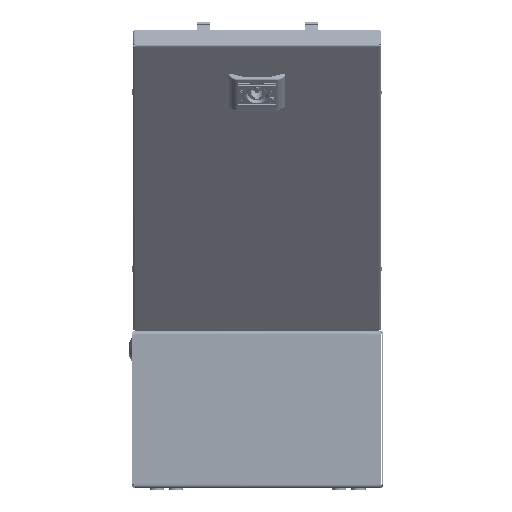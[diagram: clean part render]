
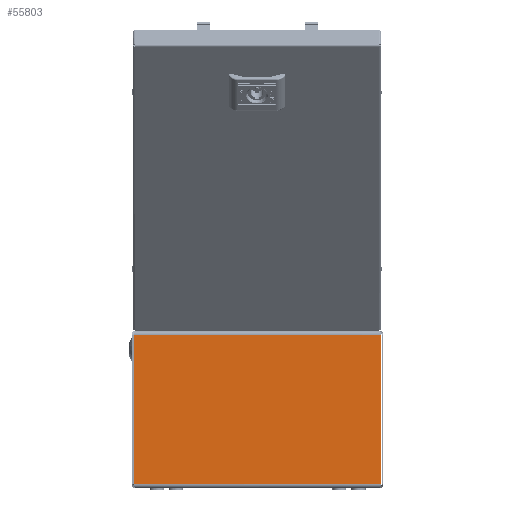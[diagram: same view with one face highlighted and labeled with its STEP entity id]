
A CAD part, front view. The second image highlights one B-rep face of the part: STEP entity #55803.
In plain terms, the highlighted planar face has unit normal (0, -1, 0).
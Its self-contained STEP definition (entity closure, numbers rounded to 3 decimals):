
#3380 = EDGE_LOOP ( 'NONE', ( #54301, #54299, #54297, #54295 ) ) ;
#54295 = ORIENTED_EDGE ( 'NONE', *, *, #79242, .T. ) ;
#54297 = ORIENTED_EDGE ( 'NONE', *, *, #79172, .F. ) ;
#54299 = ORIENTED_EDGE ( 'NONE', *, *, #79132, .F. ) ;
#54301 = ORIENTED_EDGE ( 'NONE', *, *, #79018, .T. ) ;
#55803 = ADVANCED_FACE ( 'NONE', ( #129812 ), #129814, .F. ) ;
#65490 = VERTEX_POINT ( 'NONE', #94601 ) ;
#65647 = VERTEX_POINT ( 'NONE', #87053 ) ;
#67006 = VERTEX_POINT ( 'NONE', #87953 ) ;
#67028 = VERTEX_POINT ( 'NONE', #87963 ) ;
#79018 = EDGE_CURVE ( 'NONE', #65647, #67006, #121241, .T. ) ;
#79132 = EDGE_CURVE ( 'NONE', #67028, #67006, #121659, .T. ) ;
#79172 = EDGE_CURVE ( 'NONE', #65490, #67028, #121742, .T. ) ;
#79242 = EDGE_CURVE ( 'NONE', #65490, #65647, #121826, .T. ) ;
#85158 = VECTOR ( 'NONE', #121289, 1000. ) ;
#85216 = VECTOR ( 'NONE', #121664, 1000. ) ;
#85227 = VECTOR ( 'NONE', #121744, 1000. ) ;
#85299 = VECTOR ( 'NONE', #121828, 1000. ) ;
#87053 = CARTESIAN_POINT ( 'NONE',  ( 98.4, -150., 120.5 ) ) ;
#87953 = CARTESIAN_POINT ( 'NONE',  ( -98.4, -150., 120.5 ) ) ;
#87963 = CARTESIAN_POINT ( 'NONE',  ( -98.4, -150., 1.5 ) ) ;
#94601 = CARTESIAN_POINT ( 'NONE',  ( 98.4, -150., 1.5 ) ) ;
#121241 = LINE ( 'NONE', #121284, #85158 ) ;
#121284 = CARTESIAN_POINT ( 'NONE',  ( 97.793, -150., 120.5 ) ) ;
#121289 = DIRECTION ( 'NONE',  ( -1., 0., 0. ) ) ;
#121653 = CARTESIAN_POINT ( 'NONE',  ( -98.4, -150., 1.5 ) ) ;
#121659 = LINE ( 'NONE', #121653, #85216 ) ;
#121664 = DIRECTION ( 'NONE',  ( 0., 0., 1. ) ) ;
#121742 = LINE ( 'NONE', #121743, #85227 ) ;
#121743 = CARTESIAN_POINT ( 'NONE',  ( -98.5, -150., 1.5 ) ) ;
#121744 = DIRECTION ( 'NONE',  ( -1., 0., 0. ) ) ;
#121826 = LINE ( 'NONE', #121827, #85299 ) ;
#121827 = CARTESIAN_POINT ( 'NONE',  ( 98.4, -150., 1.5 ) ) ;
#121828 = DIRECTION ( 'NONE',  ( 0., 0., 1. ) ) ;
#129805 = CARTESIAN_POINT ( 'NONE',  ( -98.5, -150., 122. ) ) ;
#129812 = FACE_OUTER_BOUND ( 'NONE', #3380, .T. ) ;
#129814 = PLANE ( 'NONE',  #131816 ) ;
#129820 = DIRECTION ( 'NONE',  ( 0., 1., 0. ) ) ;
#129822 = DIRECTION ( 'NONE',  ( 0., 0., 1. ) ) ;
#131816 = AXIS2_PLACEMENT_3D ( 'NONE', #129805, #129820, #129822 ) ;
